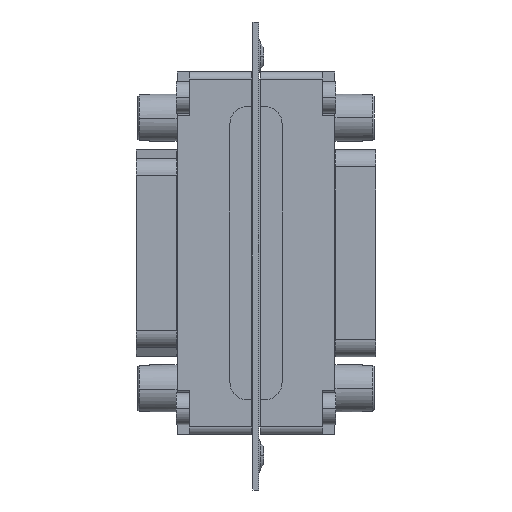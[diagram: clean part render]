
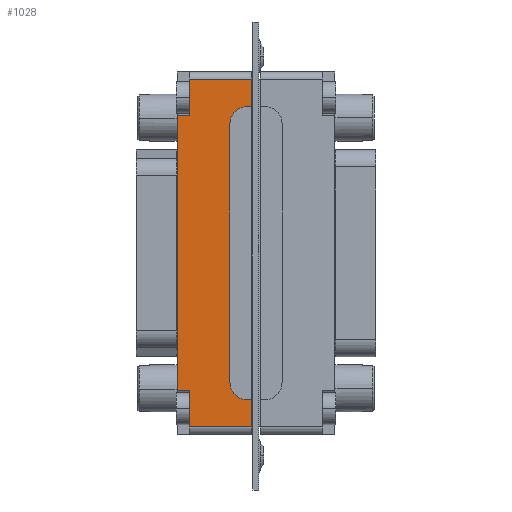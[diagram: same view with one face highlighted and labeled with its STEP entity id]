
A CAD part, left-side view. The second image highlights one B-rep face of the part: STEP entity #1028.
In plain terms, the highlighted face is planar.
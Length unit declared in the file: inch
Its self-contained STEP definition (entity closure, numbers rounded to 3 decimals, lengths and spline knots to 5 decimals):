
#1002 = VERTEX_POINT ( 'NONE', #26872 ) ;
#1003 = VERTEX_POINT ( 'NONE', #26873 ) ;
#1004 = ORIENTED_EDGE ( 'NONE', *, *, #1005, .T. ) ;
#1005 = EDGE_CURVE ( 'NONE', #1002, #1006, #26938, .T. ) ;
#1006 = VERTEX_POINT ( 'NONE', #26934 ) ;
#1007 = ORIENTED_EDGE ( 'NONE', *, *, #1008, .T. ) ;
#1008 = EDGE_CURVE ( 'NONE', #1006, #1009, #26933, .T. ) ;
#1009 = VERTEX_POINT ( 'NONE', #26929 ) ;
#1010 = ORIENTED_EDGE ( 'NONE', *, *, #1011, .T. ) ;
#1011 = EDGE_CURVE ( 'NONE', #1009, #1012, #26928, .T. ) ;
#1012 = VERTEX_POINT ( 'NONE', #26924 ) ;
#1013 = ORIENTED_EDGE ( 'NONE', *, *, #1014, .T. ) ;
#1014 = EDGE_CURVE ( 'NONE', #1012, #1076, #26923, .T. ) ;
#1028 = ADVANCED_FACE ( 'NONE', ( #26958 ), #26957, .F. ) ;
#1061 = VERTEX_POINT ( 'NONE', #27018 ) ;
#1062 = ORIENTED_EDGE ( 'NONE', *, *, #1063, .F. ) ;
#1063 = EDGE_CURVE ( 'NONE', #1064, #1061, #27017, .T. ) ;
#1064 = VERTEX_POINT ( 'NONE', #27012 ) ;
#1065 = ORIENTED_EDGE ( 'NONE', *, *, #1066, .F. ) ;
#1066 = EDGE_CURVE ( 'NONE', #1067, #1064, #27011, .T. ) ;
#1067 = VERTEX_POINT ( 'NONE', #27007 ) ;
#1068 = ORIENTED_EDGE ( 'NONE', *, *, #1069, .F. ) ;
#1069 = EDGE_CURVE ( 'NONE', #1070, #1067, #27006, .T. ) ;
#1070 = VERTEX_POINT ( 'NONE', #27062 ) ;
#1071 = ORIENTED_EDGE ( 'NONE', *, *, #1072, .F. ) ;
#1072 = EDGE_CURVE ( 'NONE', #1003, #1070, #27061, .T. ) ;
#1076 = VERTEX_POINT ( 'NONE', #27050 ) ;
#1077 = ORIENTED_EDGE ( 'NONE', *, *, #1078, .F. ) ;
#1078 = EDGE_CURVE ( 'NONE', #1079, #1076, #27049, .T. ) ;
#1079 = VERTEX_POINT ( 'NONE', #27045 ) ;
#1080 = ORIENTED_EDGE ( 'NONE', *, *, #1081, .T. ) ;
#1081 = EDGE_CURVE ( 'NONE', #1079, #1082, #27044, .T. ) ;
#1082 = VERTEX_POINT ( 'NONE', #27040 ) ;
#1083 = ORIENTED_EDGE ( 'NONE', *, *, #1084, .T. ) ;
#1084 = EDGE_CURVE ( 'NONE', #1082, #1085, #27039, .T. ) ;
#1085 = VERTEX_POINT ( 'NONE', #27035 ) ;
#1086 = ORIENTED_EDGE ( 'NONE', *, *, #1087, .F. ) ;
#1087 = EDGE_CURVE ( 'NONE', #1088, #1085, #27034, .T. ) ;
#1088 = VERTEX_POINT ( 'NONE', #27095 ) ;
#1089 = ORIENTED_EDGE ( 'NONE', *, *, #1090, .F. ) ;
#1090 = EDGE_CURVE ( 'NONE', #1061, #1088, #27094, .T. ) ;
#1091 = ORIENTED_EDGE ( 'NONE', *, *, #1092, .F. ) ;
#1092 = EDGE_CURVE ( 'NONE', #1002, #1003, #27090, .T. ) ;
#16054 = EDGE_LOOP ( 'NONE', ( #1091, #1004, #1007, #1010, #1013, #1077, #1080, #1083, #1086, #1089, #1062, #1065, #1068, #1071 ) ) ;
#26872 = CARTESIAN_POINT ( 'NONE',  ( -0.031, 1.2, 0.465 ) ) ;
#26873 = CARTESIAN_POINT ( 'NONE',  ( -0.031, 1.0125, 0.465 ) ) ;
#26920 = DIRECTION ( 'NONE',  ( 0., -1., 0. ) ) ;
#26921 = VECTOR ( 'NONE', #26920, 39.37008 ) ;
#26922 = CARTESIAN_POINT ( 'NONE',  ( -0.545, -1.25, 0.465 ) ) ;
#26923 = LINE ( 'NONE', #26922, #26921 ) ;
#26924 = CARTESIAN_POINT ( 'NONE',  ( -0.545, 0.95, 0.465 ) ) ;
#26925 = DIRECTION ( 'NONE',  ( -1., 0., 0. ) ) ;
#26926 = VECTOR ( 'NONE', #26925, 39.37008 ) ;
#26927 = CARTESIAN_POINT ( 'NONE',  ( -0.46, 0.95, 0.465 ) ) ;
#26928 = LINE ( 'NONE', #26927, #26926 ) ;
#26929 = CARTESIAN_POINT ( 'NONE',  ( -0.46, 0.95, 0.465 ) ) ;
#26930 = DIRECTION ( 'NONE',  ( 0., -1., 0. ) ) ;
#26931 = VECTOR ( 'NONE', #26930, 39.37008 ) ;
#26932 = CARTESIAN_POINT ( 'NONE',  ( -0.46, 0.95, 0.465 ) ) ;
#26933 = LINE ( 'NONE', #26932, #26931 ) ;
#26934 = CARTESIAN_POINT ( 'NONE',  ( -0.46, 1.2, 0.465 ) ) ;
#26935 = DIRECTION ( 'NONE',  ( -1., 0., 0. ) ) ;
#26936 = VECTOR ( 'NONE', #26935, 39.37008 ) ;
#26937 = CARTESIAN_POINT ( 'NONE',  ( 0.545, 1.2, 0.465 ) ) ;
#26938 = LINE ( 'NONE', #26937, #26936 ) ;
#26953 = DIRECTION ( 'NONE',  ( -1., 0., 0. ) ) ;
#26954 = DIRECTION ( 'NONE',  ( 0., 0., -1. ) ) ;
#26955 = CARTESIAN_POINT ( 'NONE',  ( 0.545, -1.25, 0.465 ) ) ;
#26956 = AXIS2_PLACEMENT_3D ( 'NONE', #26955, #26954, #26953 ) ;
#26957 = PLANE ( 'NONE',  #26956 ) ;
#26958 = FACE_OUTER_BOUND ( 'NONE', #16054, .T. ) ;
#27005 = CARTESIAN_POINT ( 'NONE',  ( -0.06, 0.8925, 0.465 ) ) ;
#27006 = CIRCLE ( 'NONE', #27065, 0.12 ) ;
#27007 = CARTESIAN_POINT ( 'NONE',  ( -0.18, 0.8925, 0.465 ) ) ;
#27008 = DIRECTION ( 'NONE',  ( 0., -1., 0. ) ) ;
#27009 = VECTOR ( 'NONE', #27008, 39.37008 ) ;
#27010 = CARTESIAN_POINT ( 'NONE',  ( -0.18, 0.8925, 0.465 ) ) ;
#27011 = LINE ( 'NONE', #27010, #27009 ) ;
#27012 = CARTESIAN_POINT ( 'NONE',  ( -0.18, -0.8925, 0.465 ) ) ;
#27013 = DIRECTION ( 'NONE',  ( -1., 0., 0. ) ) ;
#27014 = DIRECTION ( 'NONE',  ( 0., 0., 1. ) ) ;
#27015 = CARTESIAN_POINT ( 'NONE',  ( -0.06, -0.8925, 0.465 ) ) ;
#27016 = AXIS2_PLACEMENT_3D ( 'NONE', #27015, #27014, #27013 ) ;
#27017 = CIRCLE ( 'NONE', #27016, 0.12 ) ;
#27018 = CARTESIAN_POINT ( 'NONE',  ( -0.06, -1.0125, 0.465 ) ) ;
#27034 = LINE ( 'NONE', #27098, #27097 ) ;
#27035 = CARTESIAN_POINT ( 'NONE',  ( -0.031, -1.2, 0.465 ) ) ;
#27036 = DIRECTION ( 'NONE',  ( 1., 0., 0. ) ) ;
#27037 = VECTOR ( 'NONE', #27036, 39.37008 ) ;
#27038 = CARTESIAN_POINT ( 'NONE',  ( 0.545, -1.2, 0.465 ) ) ;
#27039 = LINE ( 'NONE', #27038, #27037 ) ;
#27040 = CARTESIAN_POINT ( 'NONE',  ( -0.46, -1.2, 0.465 ) ) ;
#27041 = DIRECTION ( 'NONE',  ( 0., -1., 0. ) ) ;
#27042 = VECTOR ( 'NONE', #27041, 39.37008 ) ;
#27043 = CARTESIAN_POINT ( 'NONE',  ( -0.46, -1.25, 0.465 ) ) ;
#27044 = LINE ( 'NONE', #27043, #27042 ) ;
#27045 = CARTESIAN_POINT ( 'NONE',  ( -0.46, -0.95, 0.465 ) ) ;
#27046 = DIRECTION ( 'NONE',  ( -1., 0., 0. ) ) ;
#27047 = VECTOR ( 'NONE', #27046, 39.37008 ) ;
#27048 = CARTESIAN_POINT ( 'NONE',  ( -0.46, -0.95, 0.465 ) ) ;
#27049 = LINE ( 'NONE', #27048, #27047 ) ;
#27050 = CARTESIAN_POINT ( 'NONE',  ( -0.545, -0.95, 0.465 ) ) ;
#27058 = DIRECTION ( 'NONE',  ( -1., 0., 0. ) ) ;
#27059 = VECTOR ( 'NONE', #27058, 39.37008 ) ;
#27060 = CARTESIAN_POINT ( 'NONE',  ( -0.06, 1.0125, 0.465 ) ) ;
#27061 = LINE ( 'NONE', #27060, #27059 ) ;
#27062 = CARTESIAN_POINT ( 'NONE',  ( -0.06, 1.0125, 0.465 ) ) ;
#27063 = DIRECTION ( 'NONE',  ( -1., 0., 0. ) ) ;
#27064 = DIRECTION ( 'NONE',  ( 0., 0., 1. ) ) ;
#27065 = AXIS2_PLACEMENT_3D ( 'NONE', #27005, #27064, #27063 ) ;
#27087 = DIRECTION ( 'NONE',  ( 0., -1., 0. ) ) ;
#27088 = VECTOR ( 'NONE', #27087, 39.37008 ) ;
#27089 = CARTESIAN_POINT ( 'NONE',  ( -0.031, 1.25, 0.465 ) ) ;
#27090 = LINE ( 'NONE', #27089, #27088 ) ;
#27091 = DIRECTION ( 'NONE',  ( 1., 0., 0. ) ) ;
#27092 = VECTOR ( 'NONE', #27091, 39.37008 ) ;
#27093 = CARTESIAN_POINT ( 'NONE',  ( -0.06, -1.0125, 0.465 ) ) ;
#27094 = LINE ( 'NONE', #27093, #27092 ) ;
#27095 = CARTESIAN_POINT ( 'NONE',  ( -0.031, -1.0125, 0.465 ) ) ;
#27096 = DIRECTION ( 'NONE',  ( 0., -1., 0. ) ) ;
#27097 = VECTOR ( 'NONE', #27096, 39.37008 ) ;
#27098 = CARTESIAN_POINT ( 'NONE',  ( -0.031, 1.25, 0.465 ) ) ;
